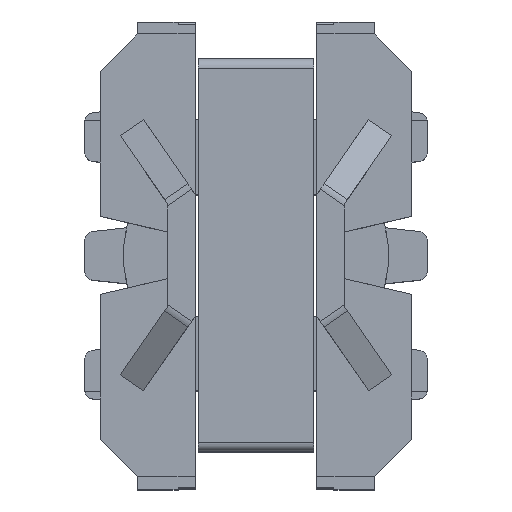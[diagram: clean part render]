
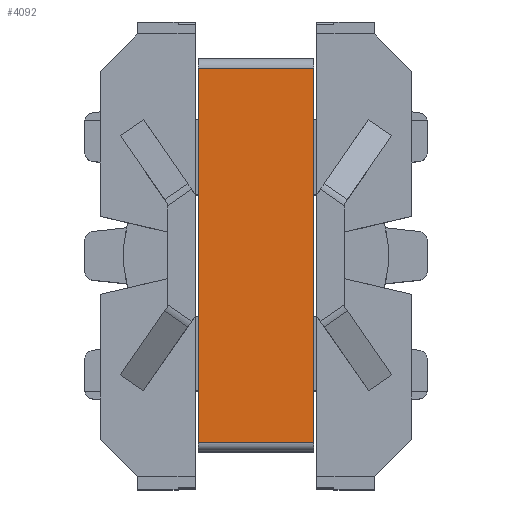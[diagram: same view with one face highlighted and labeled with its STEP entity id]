
A CAD part, top view. The second image highlights one B-rep face of the part: STEP entity #4092.
In plain terms, the highlighted planar face has unit normal (0, 0, 1).
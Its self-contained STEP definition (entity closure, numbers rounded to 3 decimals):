
#1253=ORIENTED_EDGE('',*,*,#1895,.F.);
#1254=ORIENTED_EDGE('',*,*,#1896,.F.);
#1255=ORIENTED_EDGE('',*,*,#1897,.T.);
#1256=ORIENTED_EDGE('',*,*,#1894,.T.);
#1894=EDGE_CURVE('',#2295,#2296,#2776,.T.);
#1895=EDGE_CURVE('',#2297,#2296,#2777,.T.);
#1896=EDGE_CURVE('',#2298,#2297,#2778,.T.);
#1897=EDGE_CURVE('',#2298,#2295,#2779,.T.);
#2295=VERTEX_POINT('',#6665);
#2296=VERTEX_POINT('',#6667);
#2297=VERTEX_POINT('',#6671);
#2298=VERTEX_POINT('',#6673);
#2776=LINE('',#6668,#3264);
#2777=LINE('',#6670,#3265);
#2778=LINE('',#6672,#3266);
#2779=LINE('',#6674,#3267);
#3264=VECTOR('',#5480,1000.);
#3265=VECTOR('',#5483,1000.);
#3266=VECTOR('',#5484,1000.);
#3267=VECTOR('',#5485,1000.);
#3495=EDGE_LOOP('',(#1253,#1254,#1255,#1256));
#3713=FACE_BOUND('',#3495,.T.);
#3886=PLANE('',#4420);
#4092=ADVANCED_FACE('',(#3713),#3886,.T.);
#4420=AXIS2_PLACEMENT_3D('',#6669,#5481,#5482);
#5480=DIRECTION('',(0.,1.,0.));
#5481=DIRECTION('',(0.,0.,1.));
#5482=DIRECTION('',(0.,-1.,0.));
#5483=DIRECTION('',(1.,0.,0.));
#5484=DIRECTION('',(0.,1.,0.));
#5485=DIRECTION('',(1.,0.,0.));
#6665=CARTESIAN_POINT('',(6.,-1.85,6.5));
#6667=CARTESIAN_POINT('',(6.,1.85,6.5));
#6668=CARTESIAN_POINT('',(6.,-1.85,6.5));
#6669=CARTESIAN_POINT('',(-6.3,-1.85,6.5));
#6670=CARTESIAN_POINT('',(-6.3,1.85,6.5));
#6671=CARTESIAN_POINT('',(-6.,1.85,6.5));
#6672=CARTESIAN_POINT('',(-6.,-1.85,6.5));
#6673=CARTESIAN_POINT('',(-6.,-1.85,6.5));
#6674=CARTESIAN_POINT('',(-6.3,-1.85,6.5));
